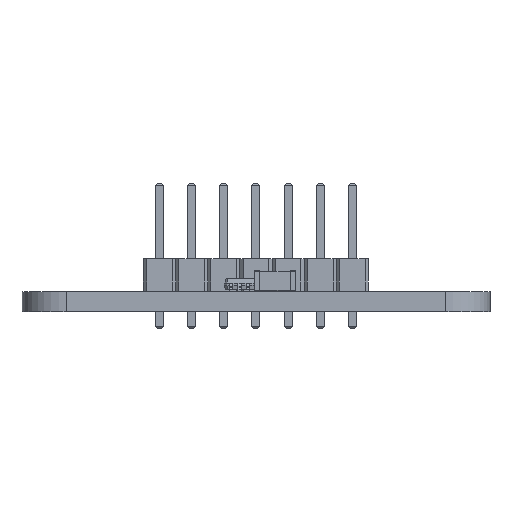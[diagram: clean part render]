
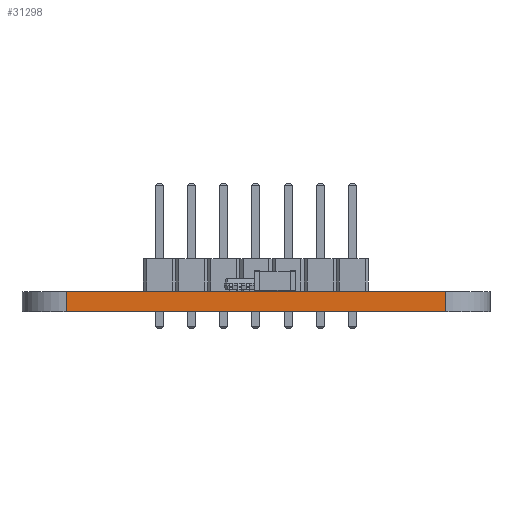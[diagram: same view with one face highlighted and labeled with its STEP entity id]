
A CAD part, left-side view. The second image highlights one B-rep face of the part: STEP entity #31298.
In plain terms, the highlighted planar face has unit normal (-1, 0, 0).
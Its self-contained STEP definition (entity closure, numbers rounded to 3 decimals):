
#29566 = PLANE('',#29567);
#29567 = AXIS2_PLACEMENT_3D('',#29568,#29569,#29570);
#29568 = CARTESIAN_POINT('',(80.596,-80.,1.6));
#29569 = DIRECTION('',(-0.,-0.,-1.));
#29570 = DIRECTION('',(-1.,0.,0.));
#29620 = PLANE('',#29621);
#29621 = AXIS2_PLACEMENT_3D('',#29622,#29623,#29624);
#29622 = CARTESIAN_POINT('',(80.596,-80.,0.));
#29623 = DIRECTION('',(-0.,-0.,-1.));
#29624 = DIRECTION('',(-1.,0.,0.));
#29940 = VERTEX_POINT('',#29941);
#29941 = CARTESIAN_POINT('',(61.5,-95.,0.));
#29960 = CYLINDRICAL_SURFACE('',#29961,3.5);
#29961 = AXIS2_PLACEMENT_3D('',#29962,#29963,#29964);
#29962 = CARTESIAN_POINT('',(65.,-95.,0.));
#29963 = DIRECTION('',(-0.,-0.,-1.));
#29964 = DIRECTION('',(1.,0.,-0.));
#29972 = EDGE_CURVE('',#29940,#29973,#29975,.T.);
#29973 = VERTEX_POINT('',#29974);
#29974 = CARTESIAN_POINT('',(61.5,-65.,0.));
#29975 = SURFACE_CURVE('',#29976,(#29980,#29987),.PCURVE_S1.);
#29976 = LINE('',#29977,#29978);
#29977 = CARTESIAN_POINT('',(61.5,-95.,0.));
#29978 = VECTOR('',#29979,1.);
#29979 = DIRECTION('',(0.,1.,0.));
#29980 = PCURVE('',#29620,#29981);
#29981 = DEFINITIONAL_REPRESENTATION('',(#29982),#29986);
#29982 = LINE('',#29983,#29984);
#29983 = CARTESIAN_POINT('',(19.096,-15.));
#29984 = VECTOR('',#29985,1.);
#29985 = DIRECTION('',(0.,1.));
#29986 = ( GEOMETRIC_REPRESENTATION_CONTEXT(2) 
PARAMETRIC_REPRESENTATION_CONTEXT() REPRESENTATION_CONTEXT('2D SPACE',''
  ) );
#29987 = PCURVE('',#29988,#29993);
#29988 = PLANE('',#29989);
#29989 = AXIS2_PLACEMENT_3D('',#29990,#29991,#29992);
#29990 = CARTESIAN_POINT('',(61.5,-95.,0.));
#29991 = DIRECTION('',(-1.,0.,0.));
#29992 = DIRECTION('',(0.,1.,0.));
#29993 = DEFINITIONAL_REPRESENTATION('',(#29994),#29998);
#29994 = LINE('',#29995,#29996);
#29995 = CARTESIAN_POINT('',(0.,0.));
#29996 = VECTOR('',#29997,1.);
#29997 = DIRECTION('',(1.,0.));
#29998 = ( GEOMETRIC_REPRESENTATION_CONTEXT(2) 
PARAMETRIC_REPRESENTATION_CONTEXT() REPRESENTATION_CONTEXT('2D SPACE',''
  ) );
#30021 = CYLINDRICAL_SURFACE('',#30022,3.5);
#30022 = AXIS2_PLACEMENT_3D('',#30023,#30024,#30025);
#30023 = CARTESIAN_POINT('',(65.,-65.,0.));
#30024 = DIRECTION('',(-0.,-0.,-1.));
#30025 = DIRECTION('',(1.,0.,-0.));
#30671 = VERTEX_POINT('',#30672);
#30672 = CARTESIAN_POINT('',(61.5,-95.,1.6));
#30698 = EDGE_CURVE('',#30671,#30699,#30701,.T.);
#30699 = VERTEX_POINT('',#30700);
#30700 = CARTESIAN_POINT('',(61.5,-65.,1.6));
#30701 = SURFACE_CURVE('',#30702,(#30706,#30713),.PCURVE_S1.);
#30702 = LINE('',#30703,#30704);
#30703 = CARTESIAN_POINT('',(61.5,-95.,1.6));
#30704 = VECTOR('',#30705,1.);
#30705 = DIRECTION('',(0.,1.,0.));
#30706 = PCURVE('',#29566,#30707);
#30707 = DEFINITIONAL_REPRESENTATION('',(#30708),#30712);
#30708 = LINE('',#30709,#30710);
#30709 = CARTESIAN_POINT('',(19.096,-15.));
#30710 = VECTOR('',#30711,1.);
#30711 = DIRECTION('',(0.,1.));
#30712 = ( GEOMETRIC_REPRESENTATION_CONTEXT(2) 
PARAMETRIC_REPRESENTATION_CONTEXT() REPRESENTATION_CONTEXT('2D SPACE',''
  ) );
#30713 = PCURVE('',#29988,#30714);
#30714 = DEFINITIONAL_REPRESENTATION('',(#30715),#30719);
#30715 = LINE('',#30716,#30717);
#30716 = CARTESIAN_POINT('',(0.,-1.6));
#30717 = VECTOR('',#30718,1.);
#30718 = DIRECTION('',(1.,0.));
#30719 = ( GEOMETRIC_REPRESENTATION_CONTEXT(2) 
PARAMETRIC_REPRESENTATION_CONTEXT() REPRESENTATION_CONTEXT('2D SPACE',''
  ) );
#31250 = EDGE_CURVE('',#29973,#30699,#31251,.T.);
#31251 = SURFACE_CURVE('',#31252,(#31256,#31263),.PCURVE_S1.);
#31252 = LINE('',#31253,#31254);
#31253 = CARTESIAN_POINT('',(61.5,-65.,0.));
#31254 = VECTOR('',#31255,1.);
#31255 = DIRECTION('',(0.,0.,1.));
#31256 = PCURVE('',#30021,#31257);
#31257 = DEFINITIONAL_REPRESENTATION('',(#31258),#31262);
#31258 = LINE('',#31259,#31260);
#31259 = CARTESIAN_POINT('',(-3.142,0.));
#31260 = VECTOR('',#31261,1.);
#31261 = DIRECTION('',(-0.,-1.));
#31262 = ( GEOMETRIC_REPRESENTATION_CONTEXT(2) 
PARAMETRIC_REPRESENTATION_CONTEXT() REPRESENTATION_CONTEXT('2D SPACE',''
  ) );
#31263 = PCURVE('',#29988,#31264);
#31264 = DEFINITIONAL_REPRESENTATION('',(#31265),#31269);
#31265 = LINE('',#31266,#31267);
#31266 = CARTESIAN_POINT('',(30.,0.));
#31267 = VECTOR('',#31268,1.);
#31268 = DIRECTION('',(0.,-1.));
#31269 = ( GEOMETRIC_REPRESENTATION_CONTEXT(2) 
PARAMETRIC_REPRESENTATION_CONTEXT() REPRESENTATION_CONTEXT('2D SPACE',''
  ) );
#31298 = ADVANCED_FACE('',(#31299),#29988,.T.);
#31299 = FACE_BOUND('',#31300,.T.);
#31300 = EDGE_LOOP('',(#31301,#31322,#31323,#31324));
#31301 = ORIENTED_EDGE('',*,*,#31302,.T.);
#31302 = EDGE_CURVE('',#29940,#30671,#31303,.T.);
#31303 = SURFACE_CURVE('',#31304,(#31308,#31315),.PCURVE_S1.);
#31304 = LINE('',#31305,#31306);
#31305 = CARTESIAN_POINT('',(61.5,-95.,0.));
#31306 = VECTOR('',#31307,1.);
#31307 = DIRECTION('',(0.,0.,1.));
#31308 = PCURVE('',#29988,#31309);
#31309 = DEFINITIONAL_REPRESENTATION('',(#31310),#31314);
#31310 = LINE('',#31311,#31312);
#31311 = CARTESIAN_POINT('',(0.,0.));
#31312 = VECTOR('',#31313,1.);
#31313 = DIRECTION('',(0.,-1.));
#31314 = ( GEOMETRIC_REPRESENTATION_CONTEXT(2) 
PARAMETRIC_REPRESENTATION_CONTEXT() REPRESENTATION_CONTEXT('2D SPACE',''
  ) );
#31315 = PCURVE('',#29960,#31316);
#31316 = DEFINITIONAL_REPRESENTATION('',(#31317),#31321);
#31317 = LINE('',#31318,#31319);
#31318 = CARTESIAN_POINT('',(-3.142,0.));
#31319 = VECTOR('',#31320,1.);
#31320 = DIRECTION('',(-0.,-1.));
#31321 = ( GEOMETRIC_REPRESENTATION_CONTEXT(2) 
PARAMETRIC_REPRESENTATION_CONTEXT() REPRESENTATION_CONTEXT('2D SPACE',''
  ) );
#31322 = ORIENTED_EDGE('',*,*,#30698,.T.);
#31323 = ORIENTED_EDGE('',*,*,#31250,.F.);
#31324 = ORIENTED_EDGE('',*,*,#29972,.F.);
